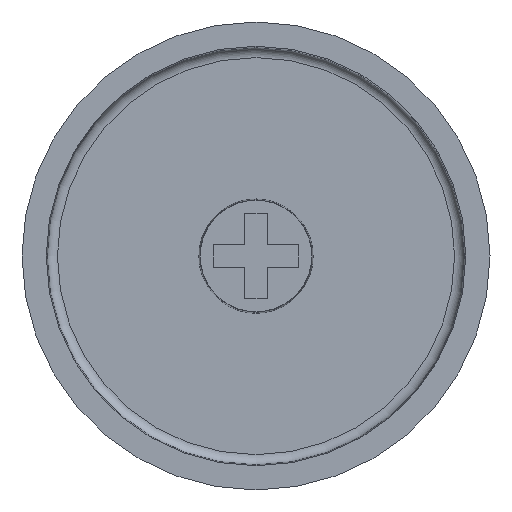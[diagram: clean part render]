
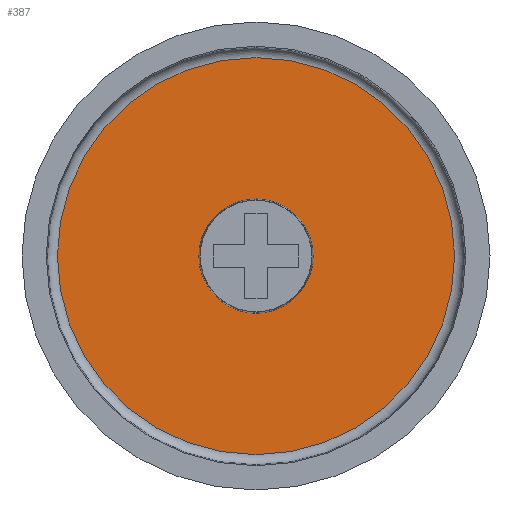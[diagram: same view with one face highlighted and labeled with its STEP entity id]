
A CAD part, top view. The second image highlights one B-rep face of the part: STEP entity #387.
In plain terms, the highlighted planar face has unit normal (0, 0, 1).
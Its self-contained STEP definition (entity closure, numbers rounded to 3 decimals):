
#104=FACE_BOUND('',#151,.T.);
#125=FACE_OUTER_BOUND('',#150,.T.);
#150=EDGE_LOOP('',(#340));
#151=EDGE_LOOP('',(#341));
#157=CIRCLE('',#410,2.8);
#161=CIRCLE('',#432,9.721);
#167=VERTEX_POINT('',#556);
#195=VERTEX_POINT('',#725);
#201=EDGE_CURVE('',#167,#167,#157,.T.);
#244=EDGE_CURVE('',#195,#195,#161,.T.);
#340=ORIENTED_EDGE('',*,*,#244,.F.);
#341=ORIENTED_EDGE('',*,*,#201,.T.);
#366=PLANE('',#431);
#387=ADVANCED_FACE('',(#125,#104),#366,.T.);
#410=AXIS2_PLACEMENT_3D('',#557,#452,#453);
#431=AXIS2_PLACEMENT_3D('',#724,#532,#533);
#432=AXIS2_PLACEMENT_3D('',#726,#534,#535);
#452=DIRECTION('center_axis',(0.,0.,-1.));
#453=DIRECTION('ref_axis',(0.,-1.,0.));
#532=DIRECTION('center_axis',(0.,0.,1.));
#533=DIRECTION('ref_axis',(1.,0.,0.));
#534=DIRECTION('center_axis',(0.,0.,-1.));
#535=DIRECTION('ref_axis',(1.,0.,0.));
#556=CARTESIAN_POINT('',(88.4,-26.2,1.7));
#557=CARTESIAN_POINT('Origin',(88.4,-29.,1.7));
#724=CARTESIAN_POINT('Origin',(88.4,-29.,1.7));
#725=CARTESIAN_POINT('',(78.679,-29.,1.7));
#726=CARTESIAN_POINT('Origin',(88.4,-29.,1.7));
